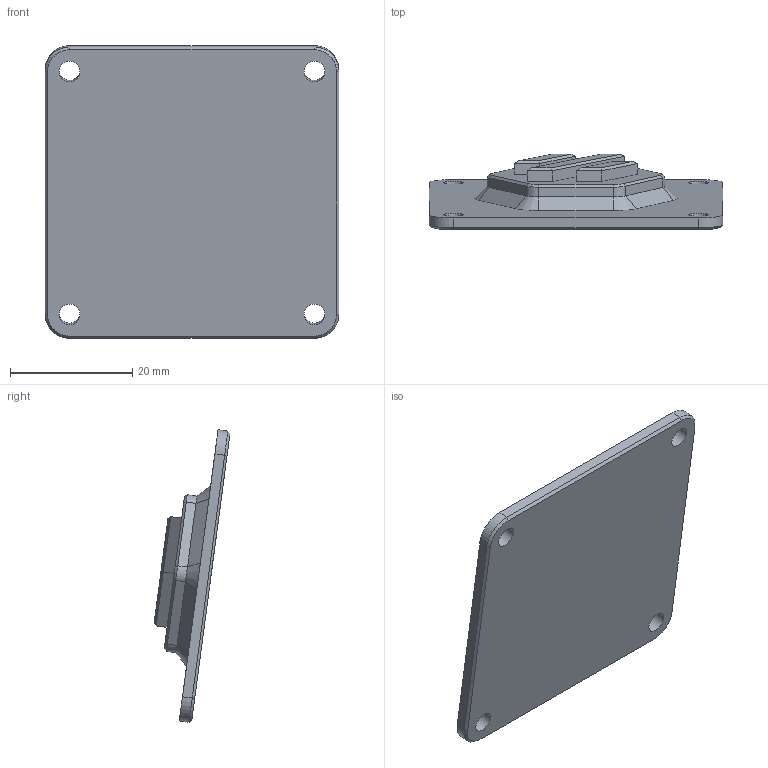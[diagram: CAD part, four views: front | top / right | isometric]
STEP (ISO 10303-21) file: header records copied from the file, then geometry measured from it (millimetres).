
FILE_DESCRIPTION(('STEP AP242'), '1');
FILE_NAME('[a]_logo', '', ('UNSPECIFIED'), ('UNSPECIFIED'), 'C3D Converter', 'C3D Toolkit', '');
FILE_SCHEMA(('AP242_MANAGED_MODEL_BASED_3D_ENGINEERING_MIM_LF { 1 0 10303 442 1 1 4 }'));
Length unit declared in the file: millimetre
Bounding box: 48 x 12.4 x 47.79 mm (x, y, z)
Volume: 7285.7 mm3; surface area: 5369.1 mm2
Topology: 1 solids, 1 shells, 86 faces, 196 edges, 116 vertices
Faces by surface type: plane 56, cone 16, cylinder 14
Full cylindrical faces by diameter (mm): 3.4 x4
Entity records: 3076 total; most frequent: DIRECTION 410, CARTESIAN_POINT 395, ORIENTED_EDGE 384, EDGE_CURVE 192, LINE 148, VECTOR 148, AXIS2_PLACEMENT_3D 131, VERTEX_POINT 116
